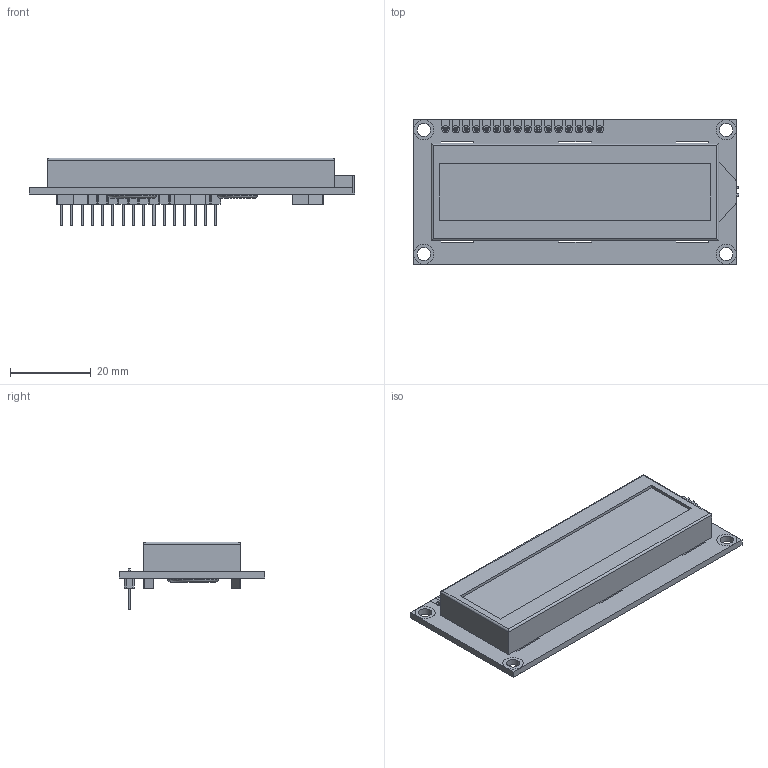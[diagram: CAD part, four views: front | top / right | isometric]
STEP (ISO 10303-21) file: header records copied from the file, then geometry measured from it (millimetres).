
FILE_DESCRIPTION(('FreeCAD Model'),'2;1');
FILE_NAME('HD44780_LCD_2x16.step', '2019-08-18T01:49:30',('Author'),(''), 'Open CASCADE STEP processor 6.8','FreeCAD','Unknown');
FILE_SCHEMA(('AUTOMOTIVE_DESIGN_CC2 { 1 2 10303 214 -1 1 5 4 }'));
Length unit declared in the file: millimetre
Products named in the file (1): HD44780_LCD_2x16
Bounding box: 80.5 x 36 x 16.8 mm (x, y, z)
Volume: 16856.1 mm3; surface area: 8813.9 mm2
Topology: 2 solids, 2 shells, 804 faces, 1947 edges, 1184 vertices
Faces by surface type: plane 736, cylinder 66, torus 2
Full cylindrical faces by diameter (mm): 1 x16, 3.26 x4, 5 x8, 10 x1, 12 x1
Entity records: 28467 total; most frequent: CARTESIAN_POINT 3936, ORIENTED_EDGE 3900, DIRECTION 3753, EDGE_CURVE 1947, LINE 1751, VECTOR 1751, VERTEX_POINT 1184, AXIS2_PLACEMENT_3D 1001
